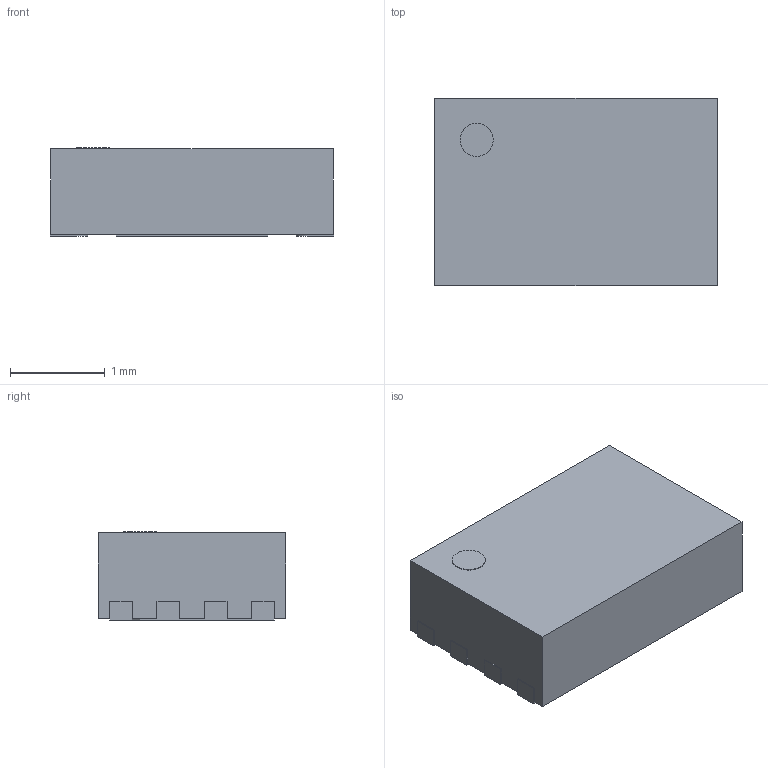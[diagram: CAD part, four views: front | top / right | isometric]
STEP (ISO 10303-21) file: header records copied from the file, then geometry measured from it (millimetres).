
FILE_DESCRIPTION(/* description */ ('model of QFN-08-1EP_2x3mm_P0.5mm_EP1.6x1.7mm'),/* implementation_level */ '2;1');
FILE_NAME(/* name */ 'QFN-08-1EP_2x3mm_P0.5mm_EP1.6x1.7mm.step',/* time_stamp */ '2023-12-01T15:53:53',/* author */ ('KiCAD','kicad'),/* organization */ ('OCCT'),/* preprocessor_version */ '',/* originating_system */ 'KiCAD',/* authorisation */ '');
FILE_SCHEMA(('AUTOMOTIVE_DESIGN { 1 0 10303 214 1 1 1 1 }'));
Length unit declared in the file: millimetre
Products named in the file (1): QFN-08-1EP_2x3mm_P0.5mm_EP1.6x1.7mm
Bounding box: 3 x 1.98 x 0.93 mm (x, y, z)
Volume: 5.4 mm3; surface area: 21.1 mm2
Topology: 1 solids, 1 shells, 62 faces, 174 edges, 116 vertices
Faces by surface type: plane 53, cylinder 9
Full cylindrical faces by diameter (mm): 0.35 x1
Entity records: 2557 total; most frequent: CARTESIAN_POINT 353, ORIENTED_EDGE 348, DIRECTION 318, EDGE_CURVE 174, LINE 156, VECTOR 156, VERTEX_POINT 116, AXIS2_PLACEMENT_3D 81
